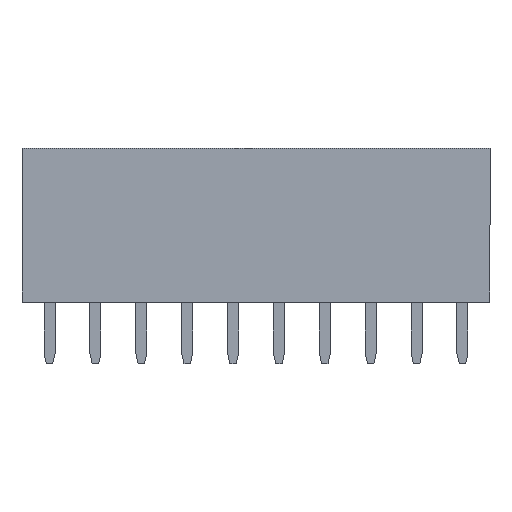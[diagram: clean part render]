
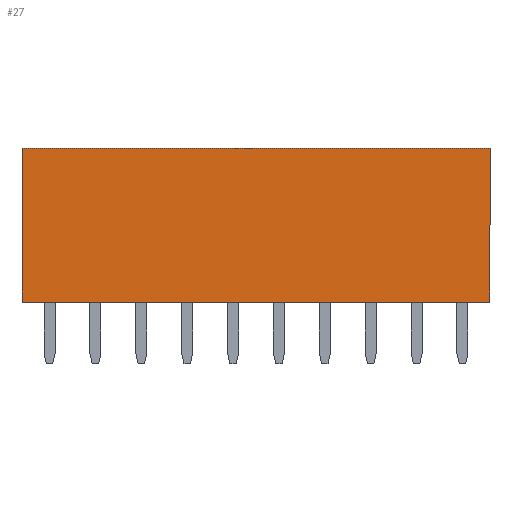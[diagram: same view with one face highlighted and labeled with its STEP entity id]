
A CAD part, top view. The second image highlights one B-rep face of the part: STEP entity #27.
In plain terms, the highlighted planar face has unit normal (0, 0, 1).
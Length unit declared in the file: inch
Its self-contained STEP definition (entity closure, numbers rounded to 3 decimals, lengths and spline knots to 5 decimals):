
#27 = ADVANCED_FACE ( 'NONE', ( #1692 ), #5084, .T. ) ;
#178 = EDGE_CURVE ( 'NONE', #3371, #1488, #2240, .T. ) ;
#472 = ORIENTED_EDGE ( 'NONE', *, *, #2120, .F. ) ;
#750 = CARTESIAN_POINT ( 'NONE',  ( -0.51, -1.03942, 0.1 ) ) ;
#813 = CARTESIAN_POINT ( 'NONE',  ( 0.51, -1.03942, 0.1 ) ) ;
#839 = DIRECTION ( 'NONE',  ( 1., 0., 0. ) ) ;
#1101 = EDGE_LOOP ( 'NONE', ( #5566, #3283, #2977, #472 ) ) ;
#1202 = CARTESIAN_POINT ( 'NONE',  ( -0.51, 0., 0.1 ) ) ;
#1259 = CARTESIAN_POINT ( 'NONE',  ( 0.51, 0.335, 0.1 ) ) ;
#1480 = VERTEX_POINT ( 'NONE', #2198 ) ;
#1488 = VERTEX_POINT ( 'NONE', #1259 ) ;
#1634 = VECTOR ( 'NONE', #5206, 39.37008 ) ;
#1690 = LINE ( 'NONE', #4174, #4329 ) ;
#1692 = FACE_OUTER_BOUND ( 'NONE', #1101, .T. ) ;
#2120 = EDGE_CURVE ( 'NONE', #3371, #1480, #4740, .T. ) ;
#2152 = EDGE_CURVE ( 'NONE', #4654, #1488, #1690, .T. ) ;
#2198 = CARTESIAN_POINT ( 'NONE',  ( -0.51, 0., 0.1 ) ) ;
#2240 = LINE ( 'NONE', #813, #1634 ) ;
#2977 = ORIENTED_EDGE ( 'NONE', *, *, #4741, .F. ) ;
#3175 = DIRECTION ( 'NONE',  ( 1., 0., 0. ) ) ;
#3283 = ORIENTED_EDGE ( 'NONE', *, *, #2152, .F. ) ;
#3371 = VERTEX_POINT ( 'NONE', #5114 ) ;
#3628 = DIRECTION ( 'NONE',  ( 0., 0., 1. ) ) ;
#3713 = DIRECTION ( 'NONE',  ( 0., 1., 0. ) ) ;
#4052 = CARTESIAN_POINT ( 'NONE',  ( -0.51, -1.03942, 0.1 ) ) ;
#4162 = VECTOR ( 'NONE', #3713, 39.37008 ) ;
#4174 = CARTESIAN_POINT ( 'NONE',  ( 0.51, 0.335, 0.1 ) ) ;
#4200 = LINE ( 'NONE', #750, #4162 ) ;
#4329 = VECTOR ( 'NONE', #839, 39.37008 ) ;
#4406 = AXIS2_PLACEMENT_3D ( 'NONE', #4052, #3628, #3175 ) ;
#4458 = CARTESIAN_POINT ( 'NONE',  ( -0.51, 0.335, 0.1 ) ) ;
#4654 = VERTEX_POINT ( 'NONE', #4458 ) ;
#4679 = DIRECTION ( 'NONE',  ( -1., 0., 0. ) ) ;
#4740 = LINE ( 'NONE', #1202, #5257 ) ;
#4741 = EDGE_CURVE ( 'NONE', #1480, #4654, #4200, .T. ) ;
#5084 = PLANE ( 'NONE',  #4406 ) ;
#5114 = CARTESIAN_POINT ( 'NONE',  ( 0.51, 0., 0.1 ) ) ;
#5206 = DIRECTION ( 'NONE',  ( 0., 1., 0. ) ) ;
#5257 = VECTOR ( 'NONE', #4679, 39.37008 ) ;
#5566 = ORIENTED_EDGE ( 'NONE', *, *, #178, .T. ) ;
